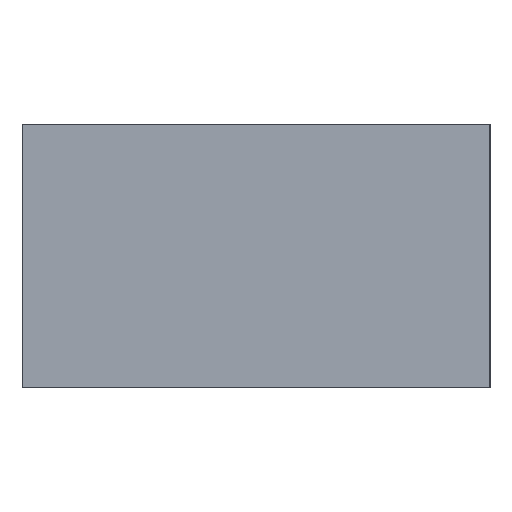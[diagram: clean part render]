
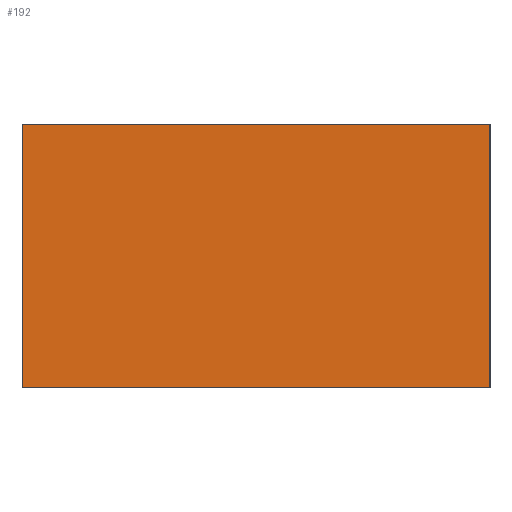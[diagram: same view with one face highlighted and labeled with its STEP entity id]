
A CAD part, left-side view. The second image highlights one B-rep face of the part: STEP entity #192.
In plain terms, the highlighted planar face has unit normal (-1, 0, 0).
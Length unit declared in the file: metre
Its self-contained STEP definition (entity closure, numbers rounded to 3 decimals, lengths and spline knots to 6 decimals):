
#112 = EDGE_CURVE( '', #293, #294, #295, .T. );
#192 = ADVANCED_FACE( '', ( #411 ), #412, .F. );
#206 = EDGE_CURVE( '', #419, #293, #428, .T. );
#214 = EDGE_CURVE( '', #436, #294, #437, .T. );
#234 = EDGE_CURVE( '', #419, #436, #462, .T. );
#293 = VERTEX_POINT( '', #521 );
#294 = VERTEX_POINT( '', #522 );
#295 = LINE( '', #523, #524 );
#411 = FACE_OUTER_BOUND( '', #696, .T. );
#412 = PLANE( '', #697 );
#419 = VERTEX_POINT( '', #709 );
#428 = LINE( '', #726, #727 );
#436 = VERTEX_POINT( '', #742 );
#437 = LINE( '', #743, #744 );
#462 = LINE( '', #778, #779 );
#521 = CARTESIAN_POINT( '', ( -0.0008, 0.000402, 0.000448 ) );
#522 = CARTESIAN_POINT( '', ( -0.0008, 0.000402, -0.000002 ) );
#523 = CARTESIAN_POINT( '', ( -0.0008, 0.000402, 0.000448 ) );
#524 = VECTOR( '', #841, 1. );
#696 = EDGE_LOOP( '', ( #971, #972, #973, #974 ) );
#697 = AXIS2_PLACEMENT_3D( '', #975, #976, #977 );
#709 = CARTESIAN_POINT( '', ( -0.0008, -0.000398, 0.000448 ) );
#726 = CARTESIAN_POINT( '', ( -0.0008, -0.000398, 0.000448 ) );
#727 = VECTOR( '', #984, 1. );
#742 = CARTESIAN_POINT( '', ( -0.0008, -0.000398, -0.000002 ) );
#743 = CARTESIAN_POINT( '', ( -0.0008, -0.000398, -0.000002 ) );
#744 = VECTOR( '', #988, 1. );
#778 = CARTESIAN_POINT( '', ( -0.0008, -0.000398, 0.000448 ) );
#779 = VECTOR( '', #1043, 1. );
#841 = DIRECTION( '', ( 0., 0., -1. ) );
#971 = ORIENTED_EDGE( '', *, *, #112, .T. );
#972 = ORIENTED_EDGE( '', *, *, #214, .F. );
#973 = ORIENTED_EDGE( '', *, *, #234, .F. );
#974 = ORIENTED_EDGE( '', *, *, #206, .T. );
#975 = CARTESIAN_POINT( '', ( -0.0008, -0.000398, 0.000448 ) );
#976 = DIRECTION( '', ( 1., 0., 0. ) );
#977 = DIRECTION( '', ( 0., 0., 1. ) );
#984 = DIRECTION( '', ( 0., 1., 0. ) );
#988 = DIRECTION( '', ( 0., 1., 0. ) );
#1043 = DIRECTION( '', ( 0., 0., -1. ) );
